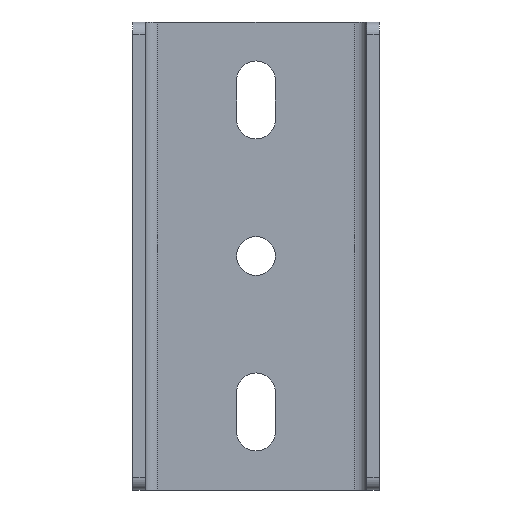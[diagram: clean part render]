
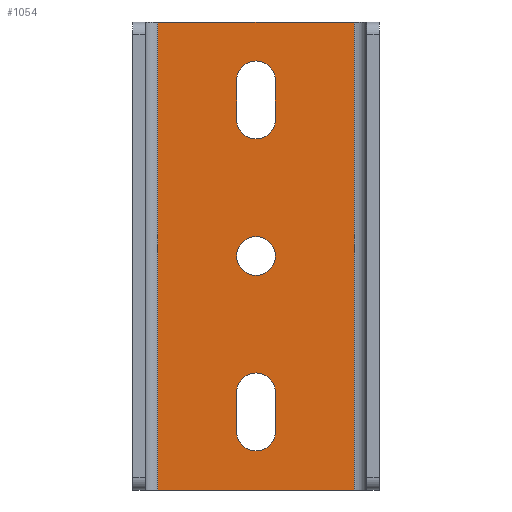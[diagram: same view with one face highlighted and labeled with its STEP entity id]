
A CAD part, front view. The second image highlights one B-rep face of the part: STEP entity #1054.
In plain terms, the highlighted planar face has unit normal (0, -1, 0).
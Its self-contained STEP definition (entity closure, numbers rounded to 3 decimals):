
#27 = ORIENTED_EDGE ( 'NONE', *, *, #330, .T. ) ;
#39 = EDGE_CURVE ( 'NONE', #724, #385, #955, .T. ) ;
#42 = CIRCLE ( 'NONE', #110, 6.25 ) ;
#48 = FACE_BOUND ( 'NONE', #334, .T. ) ;
#49 = EDGE_LOOP ( 'NONE', ( #1371, #1858, #887, #1722, #1155 ) ) ;
#52 = DIRECTION ( 'NONE',  ( 0., 0., -1. ) ) ;
#55 = CARTESIAN_POINT ( 'NONE',  ( 6.25, 46., 150. ) ) ;
#66 = CARTESIAN_POINT ( 'NONE',  ( 31.5, 46., 150. ) ) ;
#79 = CARTESIAN_POINT ( 'NONE',  ( -6.25, 46., 150. ) ) ;
#81 = DIRECTION ( 'NONE',  ( 0., 0., -1. ) ) ;
#82 = CARTESIAN_POINT ( 'NONE',  ( 0., 46., 31.25 ) ) ;
#97 = ORIENTED_EDGE ( 'NONE', *, *, #935, .T. ) ;
#107 = EDGE_CURVE ( 'NONE', #913, #1444, #1001, .T. ) ;
#110 = AXIS2_PLACEMENT_3D ( 'NONE', #269, #1602, #258 ) ;
#152 = EDGE_CURVE ( 'NONE', #1100, #1298, #1324, .T. ) ;
#159 = CARTESIAN_POINT ( 'NONE',  ( 0., 46., 0. ) ) ;
#162 = CIRCLE ( 'NONE', #821, 6.25 ) ;
#184 = DIRECTION ( 'NONE',  ( 0., 1., 0. ) ) ;
#198 = DIRECTION ( 'NONE',  ( -1., 0., 0. ) ) ;
#206 = CARTESIAN_POINT ( 'NONE',  ( 0., 46., 68.75 ) ) ;
#216 = VECTOR ( 'NONE', #465, 1000. ) ;
#224 = VERTEX_POINT ( 'NONE', #616 ) ;
#240 = FACE_BOUND ( 'NONE', #1583, .T. ) ;
#256 = DIRECTION ( 'NONE',  ( 0., 0., 1. ) ) ;
#258 = DIRECTION ( 'NONE',  ( -1., 0., 0. ) ) ;
#264 = CARTESIAN_POINT ( 'NONE',  ( 6.25, 46., 31.25 ) ) ;
#269 = CARTESIAN_POINT ( 'NONE',  ( 0., 46., 75. ) ) ;
#283 = LINE ( 'NONE', #1797, #371 ) ;
#307 = CARTESIAN_POINT ( 'NONE',  ( -6.25, 46., 118.75 ) ) ;
#313 = ORIENTED_EDGE ( 'NONE', *, *, #39, .T. ) ;
#330 = EDGE_CURVE ( 'NONE', #331, #448, #1245, .T. ) ;
#331 = VERTEX_POINT ( 'NONE', #206 ) ;
#333 = DIRECTION ( 'NONE',  ( 0., 1., 0. ) ) ;
#334 = EDGE_LOOP ( 'NONE', ( #1927, #27 ) ) ;
#341 = CARTESIAN_POINT ( 'NONE',  ( 0., 46., 131.25 ) ) ;
#371 = VECTOR ( 'NONE', #1919, 1000. ) ;
#380 = VERTEX_POINT ( 'NONE', #843 ) ;
#385 = VERTEX_POINT ( 'NONE', #1416 ) ;
#402 = VERTEX_POINT ( 'NONE', #1575 ) ;
#448 = VERTEX_POINT ( 'NONE', #511 ) ;
#456 = EDGE_CURVE ( 'NONE', #1078, #724, #1528, .T. ) ;
#465 = DIRECTION ( 'NONE',  ( 0., 0., -1. ) ) ;
#475 = AXIS2_PLACEMENT_3D ( 'NONE', #1469, #1748, #855 ) ;
#502 = VECTOR ( 'NONE', #1275, 1000. ) ;
#511 = CARTESIAN_POINT ( 'NONE',  ( 0., 46., 81.25 ) ) ;
#522 = CARTESIAN_POINT ( 'NONE',  ( 6.25, 46., 131.25 ) ) ;
#527 = ORIENTED_EDGE ( 'NONE', *, *, #1343, .T. ) ;
#530 = VERTEX_POINT ( 'NONE', #522 ) ;
#532 = LINE ( 'NONE', #55, #698 ) ;
#572 = CARTESIAN_POINT ( 'NONE',  ( 31.5, 46., 150. ) ) ;
#576 = VECTOR ( 'NONE', #1500, 1000. ) ;
#596 = DIRECTION ( 'NONE',  ( -1., 0., 0. ) ) ;
#599 = EDGE_CURVE ( 'NONE', #224, #1444, #283, .T. ) ;
#605 = DIRECTION ( 'NONE',  ( -1., 0., 0. ) ) ;
#607 = DIRECTION ( 'NONE',  ( -1., 0., 0. ) ) ;
#614 = LINE ( 'NONE', #1055, #216 ) ;
#616 = CARTESIAN_POINT ( 'NONE',  ( -31.5, 46., 150. ) ) ;
#619 = DIRECTION ( 'NONE',  ( 1., 0., 0. ) ) ;
#629 = LINE ( 'NONE', #159, #1669 ) ;
#648 = DIRECTION ( 'NONE',  ( -1., 0., 0. ) ) ;
#667 = AXIS2_PLACEMENT_3D ( 'NONE', #1672, #1236, #605 ) ;
#671 = ORIENTED_EDGE ( 'NONE', *, *, #1317, .T. ) ;
#695 = LINE ( 'NONE', #79, #502 ) ;
#698 = VECTOR ( 'NONE', #81, 1000. ) ;
#707 = ORIENTED_EDGE ( 'NONE', *, *, #1396, .T. ) ;
#724 = VERTEX_POINT ( 'NONE', #264 ) ;
#727 = DIRECTION ( 'NONE',  ( 0., 1., 0. ) ) ;
#755 = LINE ( 'NONE', #1381, #576 ) ;
#821 = AXIS2_PLACEMENT_3D ( 'NONE', #1526, #184, #1660 ) ;
#843 = CARTESIAN_POINT ( 'NONE',  ( 0., 46., 137.5 ) ) ;
#855 = DIRECTION ( 'NONE',  ( -1., 0., 0. ) ) ;
#858 = AXIS2_PLACEMENT_3D ( 'NONE', #341, #333, #607 ) ;
#861 = CARTESIAN_POINT ( 'NONE',  ( -6.25, 46., 131.25 ) ) ;
#887 = ORIENTED_EDGE ( 'NONE', *, *, #1354, .T. ) ;
#889 = VECTOR ( 'NONE', #256, 1000. ) ;
#891 = VERTEX_POINT ( 'NONE', #1687 ) ;
#892 = CIRCLE ( 'NONE', #667, 6.25 ) ;
#913 = VERTEX_POINT ( 'NONE', #1537 ) ;
#924 = EDGE_CURVE ( 'NONE', #1241, #380, #1610, .T. ) ;
#935 = EDGE_CURVE ( 'NONE', #224, #891, #614, .T. ) ;
#952 = CARTESIAN_POINT ( 'NONE',  ( 0., 46., 150. ) ) ;
#955 = LINE ( 'NONE', #1727, #1618 ) ;
#994 = EDGE_CURVE ( 'NONE', #530, #1100, #532, .T. ) ;
#1001 = LINE ( 'NONE', #572, #889 ) ;
#1008 = CIRCLE ( 'NONE', #1878, 6.25 ) ;
#1054 = ADVANCED_FACE ( 'NONE', ( #1719, #48, #240, #1549 ), #1558, .F. ) ;
#1055 = CARTESIAN_POINT ( 'NONE',  ( -31.5, 46., 150. ) ) ;
#1057 = ORIENTED_EDGE ( 'NONE', *, *, #1175, .T. ) ;
#1078 = VERTEX_POINT ( 'NONE', #1842 ) ;
#1100 = VERTEX_POINT ( 'NONE', #1862 ) ;
#1142 = DIRECTION ( 'NONE',  ( -1., 0., 0. ) ) ;
#1155 = ORIENTED_EDGE ( 'NONE', *, *, #152, .T. ) ;
#1175 = EDGE_CURVE ( 'NONE', #385, #1859, #1008, .T. ) ;
#1232 = CARTESIAN_POINT ( 'NONE',  ( 0., 46., 75. ) ) ;
#1236 = DIRECTION ( 'NONE',  ( 0., 1., 0. ) ) ;
#1241 = VERTEX_POINT ( 'NONE', #861 ) ;
#1245 = CIRCLE ( 'NONE', #1635, 6.25 ) ;
#1275 = DIRECTION ( 'NONE',  ( 0., 0., 1. ) ) ;
#1298 = VERTEX_POINT ( 'NONE', #307 ) ;
#1300 = ORIENTED_EDGE ( 'NONE', *, *, #456, .T. ) ;
#1317 = EDGE_CURVE ( 'NONE', #402, #1078, #162, .T. ) ;
#1324 = CIRCLE ( 'NONE', #475, 6.25 ) ;
#1340 = CARTESIAN_POINT ( 'NONE',  ( 0., 46., 18.75 ) ) ;
#1343 = EDGE_CURVE ( 'NONE', #1859, #402, #755, .T. ) ;
#1354 = EDGE_CURVE ( 'NONE', #380, #530, #892, .T. ) ;
#1371 = ORIENTED_EDGE ( 'NONE', *, *, #1471, .T. ) ;
#1380 = EDGE_LOOP ( 'NONE', ( #707, #1511, #1499, #97 ) ) ;
#1381 = CARTESIAN_POINT ( 'NONE',  ( -6.25, 46., 150. ) ) ;
#1396 = EDGE_CURVE ( 'NONE', #891, #913, #629, .T. ) ;
#1401 = AXIS2_PLACEMENT_3D ( 'NONE', #82, #1585, #1142 ) ;
#1416 = CARTESIAN_POINT ( 'NONE',  ( 6.25, 46., 18.75 ) ) ;
#1444 = VERTEX_POINT ( 'NONE', #66 ) ;
#1469 = CARTESIAN_POINT ( 'NONE',  ( 0., 46., 118.75 ) ) ;
#1471 = EDGE_CURVE ( 'NONE', #1298, #1241, #695, .T. ) ;
#1499 = ORIENTED_EDGE ( 'NONE', *, *, #599, .F. ) ;
#1500 = DIRECTION ( 'NONE',  ( 0., 0., 1. ) ) ;
#1511 = ORIENTED_EDGE ( 'NONE', *, *, #107, .T. ) ;
#1518 = CARTESIAN_POINT ( 'NONE',  ( -6.25, 46., 18.75 ) ) ;
#1526 = CARTESIAN_POINT ( 'NONE',  ( 0., 46., 31.25 ) ) ;
#1528 = CIRCLE ( 'NONE', #1401, 6.25 ) ;
#1537 = CARTESIAN_POINT ( 'NONE',  ( 31.5, 46., 0. ) ) ;
#1549 = FACE_OUTER_BOUND ( 'NONE', #1380, .T. ) ;
#1558 = PLANE ( 'NONE',  #1565 ) ;
#1565 = AXIS2_PLACEMENT_3D ( 'NONE', #952, #1872, #648 ) ;
#1575 = CARTESIAN_POINT ( 'NONE',  ( -6.25, 46., 31.25 ) ) ;
#1583 = EDGE_LOOP ( 'NONE', ( #527, #671, #1300, #313, #1057 ) ) ;
#1585 = DIRECTION ( 'NONE',  ( 0., 1., 0. ) ) ;
#1602 = DIRECTION ( 'NONE',  ( 0., 1., 0. ) ) ;
#1610 = CIRCLE ( 'NONE', #858, 6.25 ) ;
#1618 = VECTOR ( 'NONE', #52, 1000. ) ;
#1635 = AXIS2_PLACEMENT_3D ( 'NONE', #1232, #1831, #198 ) ;
#1660 = DIRECTION ( 'NONE',  ( -1., 0., 0. ) ) ;
#1669 = VECTOR ( 'NONE', #619, 1000. ) ;
#1672 = CARTESIAN_POINT ( 'NONE',  ( 0., 46., 131.25 ) ) ;
#1681 = EDGE_CURVE ( 'NONE', #448, #331, #42, .T. ) ;
#1687 = CARTESIAN_POINT ( 'NONE',  ( -31.5, 46., 0. ) ) ;
#1719 = FACE_BOUND ( 'NONE', #49, .T. ) ;
#1722 = ORIENTED_EDGE ( 'NONE', *, *, #994, .T. ) ;
#1727 = CARTESIAN_POINT ( 'NONE',  ( 6.25, 46., 150. ) ) ;
#1748 = DIRECTION ( 'NONE',  ( 0., 1., 0. ) ) ;
#1797 = CARTESIAN_POINT ( 'NONE',  ( 0., 46., 150. ) ) ;
#1831 = DIRECTION ( 'NONE',  ( 0., 1., 0. ) ) ;
#1842 = CARTESIAN_POINT ( 'NONE',  ( 0., 46., 37.5 ) ) ;
#1858 = ORIENTED_EDGE ( 'NONE', *, *, #924, .T. ) ;
#1859 = VERTEX_POINT ( 'NONE', #1518 ) ;
#1862 = CARTESIAN_POINT ( 'NONE',  ( 6.25, 46., 118.75 ) ) ;
#1872 = DIRECTION ( 'NONE',  ( 0., 1., 0. ) ) ;
#1878 = AXIS2_PLACEMENT_3D ( 'NONE', #1340, #727, #596 ) ;
#1919 = DIRECTION ( 'NONE',  ( 1., 0., 0. ) ) ;
#1927 = ORIENTED_EDGE ( 'NONE', *, *, #1681, .T. ) ;
